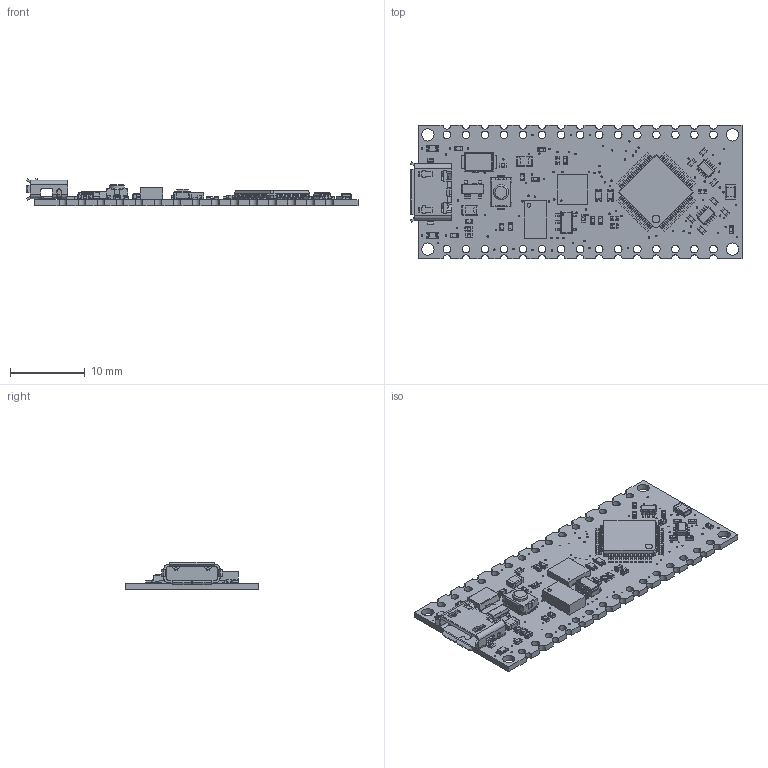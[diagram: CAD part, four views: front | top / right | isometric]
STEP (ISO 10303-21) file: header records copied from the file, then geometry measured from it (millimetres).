
FILE_DESCRIPTION(/* description */ (''),/* implementation_level */ '2;1');
FILE_NAME(/* name */ 'NANOEveryV3.0 v1.step',/* time_stamp */ '2020-05-09T21:01:31+02:00',/* author */ (''),/* organization */ (''),/* preprocessor_version */ 'ST-DEVELOPER v18.1',/* originating_system */ 'Autodesk Translation Framework v9.2.0.1227',/* authorisation */ '');
FILE_SCHEMA (('AUTOMOTIVE_DESIGN { 1 0 10303 214 3 1 1 }'));
Products named in the file (29): NANOEveryV3.0; PCB Component; Board; DNP; 22u; PTS820; YELLOW; MPM3610; AP2112K-3.3; ATSAMD11D14A; ATMEGA4809; ZX62-AB-5PA v1; Assembly-1; ZX62-AB-5PA (1); SOT143B v1; SOT143B lower body; SOT143B Large lead; SOT143B Upper body; SOT143B small Lead; SOT363 v1; SOD128 v1; SOD128 Lead; SOD128 Lower body; SOD128 Upper body; SOT363 v1_1; SOT353 Lower body; SOT353 Upper body; SOT353 Lead; CAPC-0402-T0.55-BN v1
Assembly tree (74 placements, depth 4):
  NANOEveryV3.0
    PCB Component
      Board
      DNP  x19
      22u  x3
      PTS820
      YELLOW  x4
      MPM3610
      AP2112K-3.3
      ATSAMD11D14A
      ATMEGA4809
    ZX62-AB-5PA v1
      Assembly-1
        ZX62-AB-5PA (1)
    SOD128 v1  x2
      SOD128 Lead
      SOD128 Lower body
      SOD128 Upper body
    SOT143B v1
      SOT143B lower body
      SOT143B small Lead  x3
      SOT143B Large lead
      SOT143B Upper body
    SOT363 v1
      SOT353 Lower body
      SOT353 Lead  x6
      SOT353 Upper body
    CAPC-0402-T0.55-BN v1  x8
    SOT363 v1_1
      SOT353 Lower body
      SOT353 Lead  x6
      SOT353 Upper body
Bounding box: 44.29 x 17.78 x 3.62 mm (x, y, z)
Volume: 773.8 mm3; surface area: 2716.6 mm2
Topology: 115 solids, 116 shells, 4603 faces, 12182 edges, 7673 vertices
Faces by surface type: plane 2834, cylinder 1495, sphere 192, bspline 41, torus 37, cone 4
Full cylindrical faces by diameter (mm): 0.1 x4, 0.19 x87, 0.2 x47, 0.25 x2, 0.4 x2, 0.5 x1, 0.6 x1, 0.8 x1, 1 x1, 1.016 x30, 1.651 x4, 2 x1, 2.05 x1
Entity records: 84552 total; most frequent: CARTESIAN_POINT 15590, DIRECTION 13990, ORIENTED_EDGE 13986, EDGE_CURVE 6993, LINE 5140, VECTOR 5140, VERTEX_POINT 4486, AXIS2_PLACEMENT_3D 4425
